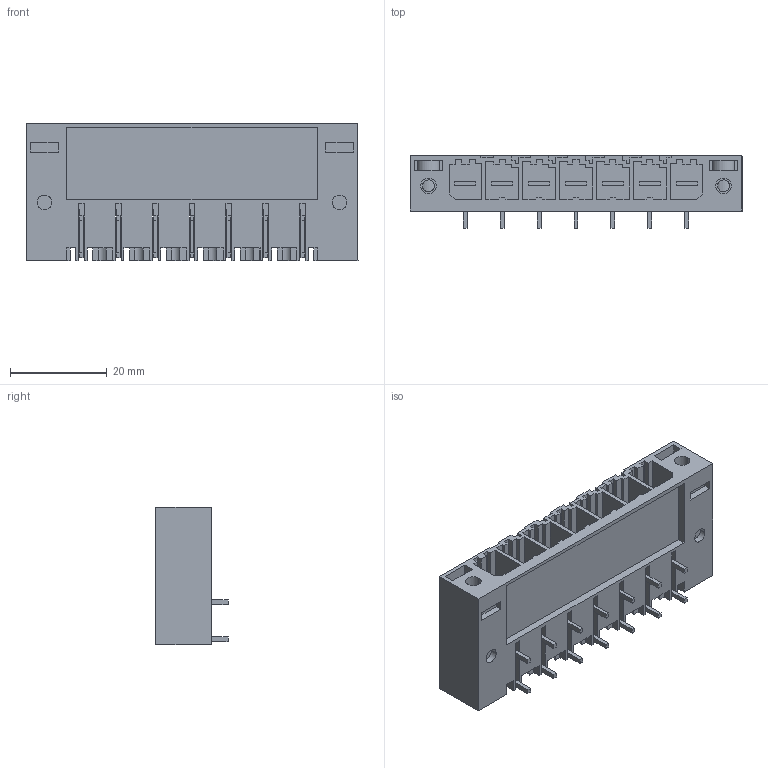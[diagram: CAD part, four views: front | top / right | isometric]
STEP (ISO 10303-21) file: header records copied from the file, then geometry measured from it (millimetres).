
FILE_DESCRIPTION(('CATIA V5 STEP Exchange','CAx-IF Rec.Pracs.--- Model Styling and Organization---1.2---2011-12-15'),'2;1');
FILE_NAME ('D1459392_0_1930540000_1930540000.stp','2017-04-28T06:52:35+00:00',('none'),('Weidmueller'),'CATIA Version 5-6 Release 2014','CATIA V5 STEP AP214','none');
FILE_SCHEMA(('AUTOMOTIVE_DESIGN { 1 0 10303 214 1 1 1 1 }'));
Length unit declared in the file: millimetre
Products named in the file (1): 1930540000
Bounding box: 68.58 x 14.9 x 28.3 mm (x, y, z)
Volume: 10724 mm3; surface area: 16939 mm2
Topology: 10 solids, 10 shells, 736 faces, 2137 edges, 1434 vertices
Faces by surface type: plane 674, cylinder 62
Entity records: 23439 total; most frequent: ORIENTED_EDGE 4274, CARTESIAN_POINT 4266, DIRECTION 3124, EDGE_CURVE 2137, VECTOR 2001, LINE 2001, VERTEX_POINT 1434, EDGE_LOOP 775
